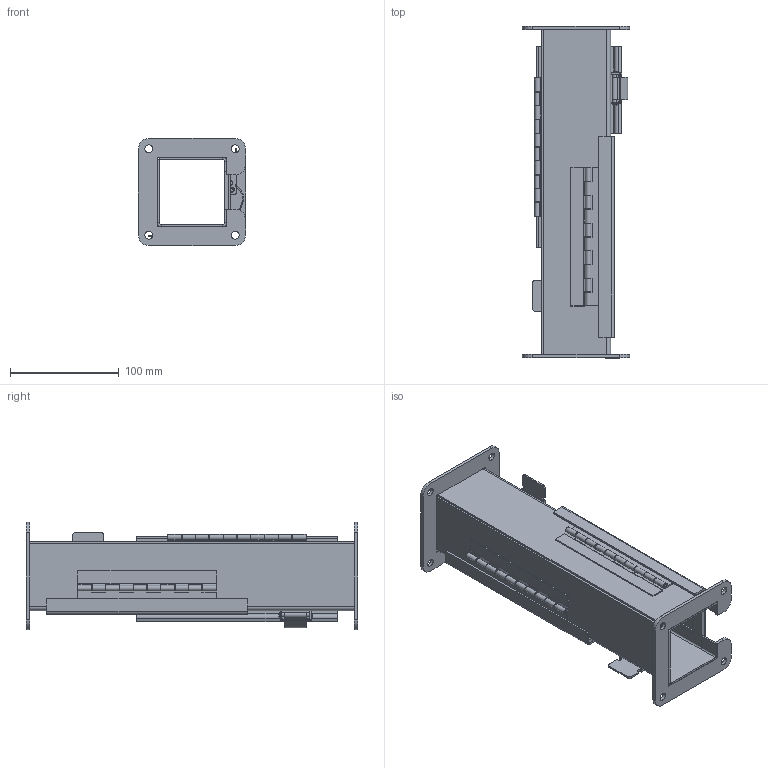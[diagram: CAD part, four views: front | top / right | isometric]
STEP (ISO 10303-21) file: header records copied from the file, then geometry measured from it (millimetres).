
FILE_DESCRIPTION(/* description */ ('LJW, END FLANGE RING, CRS, 2.5X2.5'),/* implementation_level */ '2;1');
FILE_NAME(/* name */ 'LJW21CW.stp',/* time_stamp */ '2017-03-07T08:13:01+06:00',/* author */ ('mgunasekar'),/* organization */ (''),/* preprocessor_version */ 'ST-DEVELOPER v16.1',/* originating_system */ 'Autodesk Inventor 2016',/* authorisation */ '');
FILE_SCHEMA (('AUTOMOTIVE_DESIGN { 1 0 10303 214 3 1 1 }'));
Length unit declared in the file: inch
Products named in the file (17): LJW2RINGP; LJW21CWLID1; LJW21CWGSK; PART1; PART2; PART3; PART4; PART5; 35011; 328120LH; 328120P; 328120TH; 328120; LJW21CWLRS; LJW21CWLID; 328120_1; LJW21CW
Assembly tree (23 placements, depth 3):
  LJW21CW
    LJW2RINGP  x2
    LJW21CWLID1
    LJW21CWGSK  x2
    35011  x2
      PART1
      PART2
      PART3
      PART4
      PART5
    328120
      328120LH
      328120P
      328120TH
    LJW21CWLRS  x2
    LJW21CWLID
    328120_1
      328120LH
      328120P
      328120TH
Bounding box: 98.42 x 304.8 x 98.42 mm (x, y, z)
Volume: 263274.4 mm3; surface area: 283797.4 mm2
Topology: 24 solids, 24 shells, 496 faces, 1280 edges, 832 vertices
Faces by surface type: plane 324, cylinder 164, bspline 8
Full cylindrical faces by diameter (mm): 2.54 x2, 2.957 x20, 3.454 x4, 3.946 x12, 4.286 x8, 7.144 x8
Entity records: 8868 total; most frequent: CARTESIAN_POINT 1541, DIRECTION 1466, ORIENTED_EDGE 1332, EDGE_CURVE 666, AXIS2_PLACEMENT_3D 491, LINE 484, VECTOR 484, VERTEX_POINT 446
